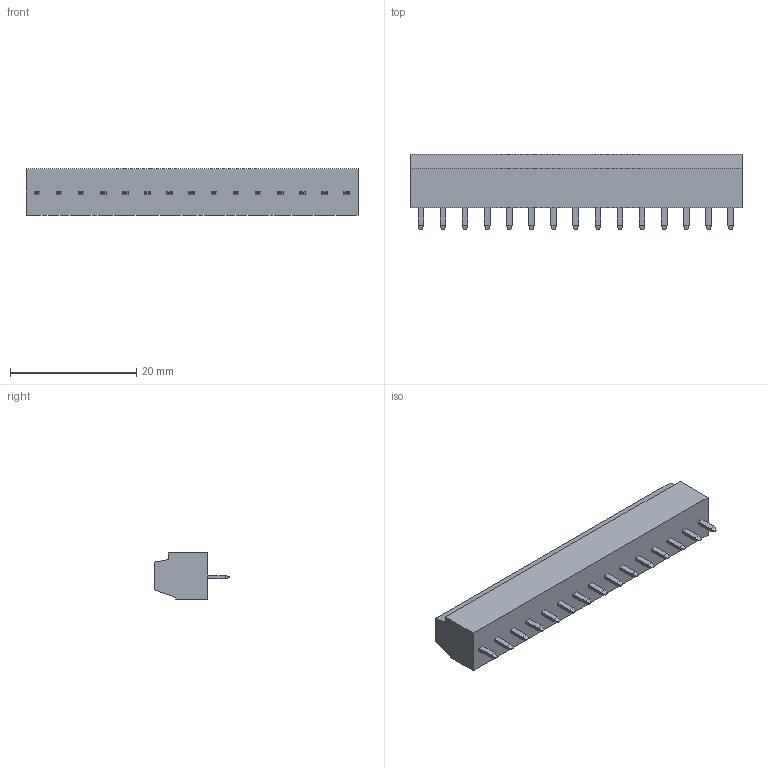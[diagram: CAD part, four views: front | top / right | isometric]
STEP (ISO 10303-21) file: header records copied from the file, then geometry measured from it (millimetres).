
FILE_DESCRIPTION((''),'2;1');
FILE_NAME('393570015','2015-01-07T',('me'),(''),'PRO/ENGINEER BY PARAMETRIC TECHNOLOGY CORPORATION, 2011490','PRO/ENGINEER BY PARAMETRIC TECHNOLOGY CORPORATION, 2011490','');
FILE_SCHEMA(('CONFIG_CONTROL_DESIGN'));
Length unit declared in the file: inch
Products named in the file (1): 393570015
Bounding box: 52.58 x 12.01 x 7.29 mm (x, y, z)
Volume: 2623.4 mm3; surface area: 2517.7 mm2
Topology: 1 solids, 1 shells, 415 faces, 999 edges, 646 vertices
Faces by surface type: plane 355, cone 30, cylinder 30
Entity records: 11767 total; most frequent: DIRECTION 2011, CARTESIAN_POINT 2001, ORIENTED_EDGE 1908, EDGE_CURVE 954, VECTOR 819, LINE 819, AXIS2_PLACEMENT_3D 596, VERTEX_POINT 586
